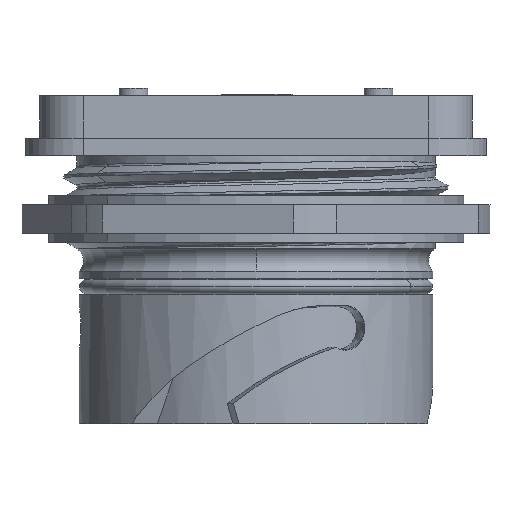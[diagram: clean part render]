
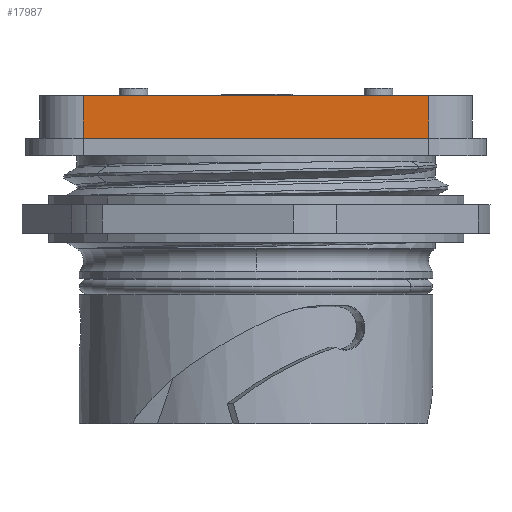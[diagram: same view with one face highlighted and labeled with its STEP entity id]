
A CAD part, front view. The second image highlights one B-rep face of the part: STEP entity #17987.
In plain terms, the highlighted planar face has unit normal (0, -1, 0).
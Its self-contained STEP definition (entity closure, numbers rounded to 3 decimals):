
#17959 = VERTEX_POINT ( 'NONE', #32060 ) ;
#17979 = EDGE_CURVE ( 'NONE', #18270, #17980, #32149, .T. ) ;
#17980 = VERTEX_POINT ( 'NONE', #32141 ) ;
#17987 = ADVANCED_FACE ( 'NONE', ( #32122 ), #32193, .F. ) ;
#17988 = EDGE_LOOP ( 'NONE', ( #17990, #17991, #17995, #18060 ) ) ;
#17990 = ORIENTED_EDGE ( 'NONE', *, *, #18206, .F. ) ;
#17991 = ORIENTED_EDGE ( 'NONE', *, *, #17992, .F. ) ;
#17992 = EDGE_CURVE ( 'NONE', #17993, #17959, #32174, .T. ) ;
#17993 = VERTEX_POINT ( 'NONE', #32169 ) ;
#17995 = ORIENTED_EDGE ( 'NONE', *, *, #18059, .F. ) ;
#18059 = EDGE_CURVE ( 'NONE', #17980, #17993, #32509, .T. ) ;
#18060 = ORIENTED_EDGE ( 'NONE', *, *, #17979, .F. ) ;
#18206 = EDGE_CURVE ( 'NONE', #17959, #18270, #33102, .T. ) ;
#18270 = VERTEX_POINT ( 'NONE', #33071 ) ;
#32060 = CARTESIAN_POINT ( 'NONE',  ( 12., -15., 17.035 ) ) ;
#32122 = FACE_OUTER_BOUND ( 'NONE', #17988, .T. ) ;
#32141 = CARTESIAN_POINT ( 'NONE',  ( -12., -15., 19.995 ) ) ;
#32143 = DIRECTION ( 'NONE',  ( 0., 0., 1. ) ) ;
#32145 = VECTOR ( 'NONE', #32143, 1000. ) ;
#32147 = CARTESIAN_POINT ( 'NONE',  ( -12., -15., 17.035 ) ) ;
#32149 = LINE ( 'NONE', #32147, #32145 ) ;
#32169 = CARTESIAN_POINT ( 'NONE',  ( 12., -15., 19.995 ) ) ;
#32170 = DIRECTION ( 'NONE',  ( 0., 0., -1. ) ) ;
#32171 = VECTOR ( 'NONE', #32170, 1000. ) ;
#32173 = CARTESIAN_POINT ( 'NONE',  ( 12., -15., 18.515 ) ) ;
#32174 = LINE ( 'NONE', #32173, #32171 ) ;
#32176 = DIRECTION ( 'NONE',  ( 0., 0., 1. ) ) ;
#32179 = DIRECTION ( 'NONE',  ( 0., 1., 0. ) ) ;
#32181 = CARTESIAN_POINT ( 'NONE',  ( 12., -15., 17.035 ) ) ;
#32191 = AXIS2_PLACEMENT_3D ( 'NONE', #32181, #32179, #32176 ) ;
#32193 = PLANE ( 'NONE',  #32191 ) ;
#32507 = CARTESIAN_POINT ( 'NONE',  ( 0., -15., 19.995 ) ) ;
#32509 = LINE ( 'NONE', #32507, #32750 ) ;
#32749 = DIRECTION ( 'NONE',  ( 1., 0., 0. ) ) ;
#32750 = VECTOR ( 'NONE', #32749, 1000. ) ;
#33071 = CARTESIAN_POINT ( 'NONE',  ( -12., -15., 17.035 ) ) ;
#33099 = DIRECTION ( 'NONE',  ( -1., 0., 0. ) ) ;
#33100 = VECTOR ( 'NONE', #33099, 1000. ) ;
#33101 = CARTESIAN_POINT ( 'NONE',  ( 12., -15., 17.035 ) ) ;
#33102 = LINE ( 'NONE', #33101, #33100 ) ;
